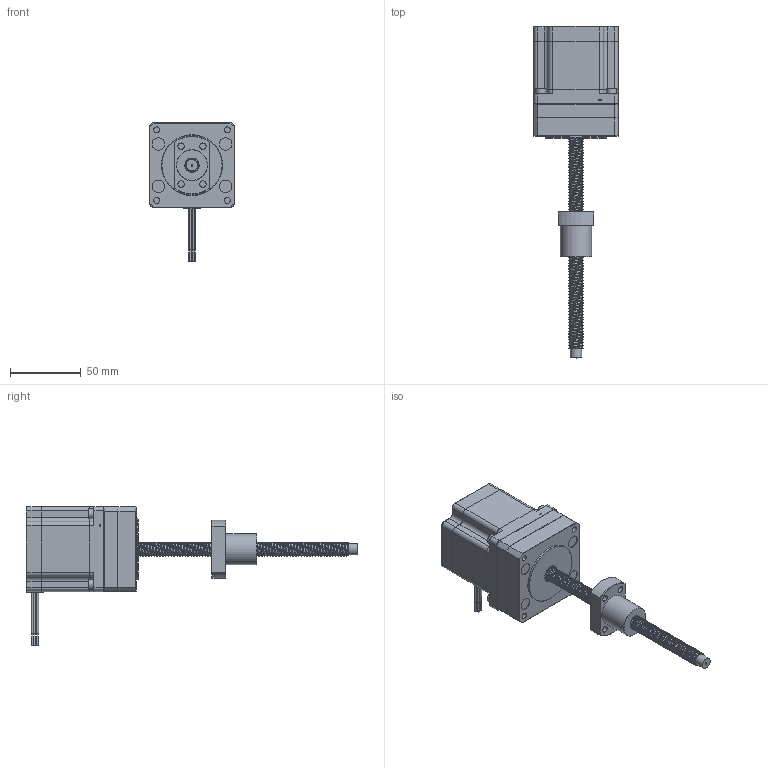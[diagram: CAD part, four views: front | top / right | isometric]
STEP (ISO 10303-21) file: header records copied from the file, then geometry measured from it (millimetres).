
FILE_DESCRIPTION( ( '' ), '1' );
FILE_NAME( 'MS566D-A-LSH1005.stp', '2022-03-24T03:53:23', ( 'Dimamotor' ), ( 'Dimamotor' ), 'PSStep 17.0.49', ' ', ' ' );
FILE_SCHEMA( ( 'AUTOMOTIVE_DESIGN { 1 0 10303 214 1 1 1 1 }' ) );
Length unit declared in the file: millimetre
Products named in the file (9): Assem1; Screw_ANSI_B18.6.3_09F_UNF_No5x1_v12.00; MS26-LSH直線上蓋; MS56-上蓋; MS566D-定子; MS56-單軸下蓋; LSH-Screw_1004x150L; Screw_ANSI_B18_3_1M_A_M4x12_v12.00; NUT_1005
Assembly tree (14 placements, depth 2):
  Assem1
    Screw_ANSI_B18.6.3_09F_UNF_No5x1_v12.00  x4
    MS26-LSH直線上蓋
    MS56-上蓋
    MS566D-定子
    MS56-單軸下蓋
    LSH-Screw_1004x150L
    Screw_ANSI_B18_3_1M_A_M4x12_v12.00  x4
    NUT_1005
Bounding box: 60 x 234.8 x 98 mm (x, y, z)
Volume: 281437.1 mm3; surface area: 63814.8 mm2
Topology: 14 solids, 14 shells, 425 faces, 988 edges, 633 vertices
Faces by surface type: plane 215, cylinder 138, cone 46, torus 16, bspline 6, sphere 4
Full cylindrical faces by diameter (mm): 1 x5, 1.6 x5, 3.175 x8, 4 x4, 4.2 x4, 4.5 x4, 5 x4, 6 x1, 7 x4, 8 x2, 8.376 x1, 8.8 x4, 10 x3, 11 x1, 12 x2, 22 x1, 26 x1, 36 x1, 43 x1
Entity records: 28205 total; most frequent: CARTESIAN_POINT 18845, DIRECTION 1483, ORIENTED_EDGE 1270, EDGE_CURVE 635, AXIS2_PLACEMENT_3D 595, VERTEX_POINT 439, EDGE_LOOP 413, FACE_OUTER_BOUND 348
